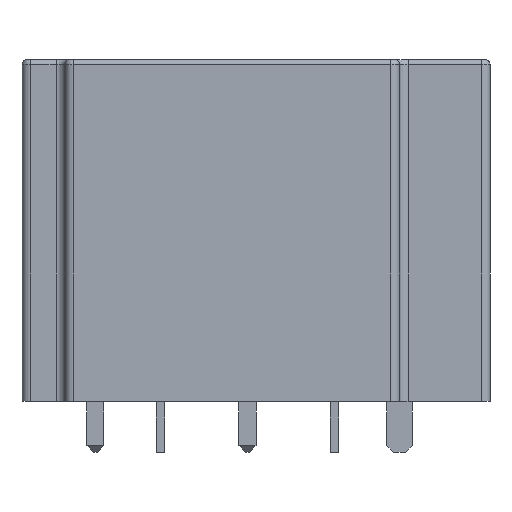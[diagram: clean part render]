
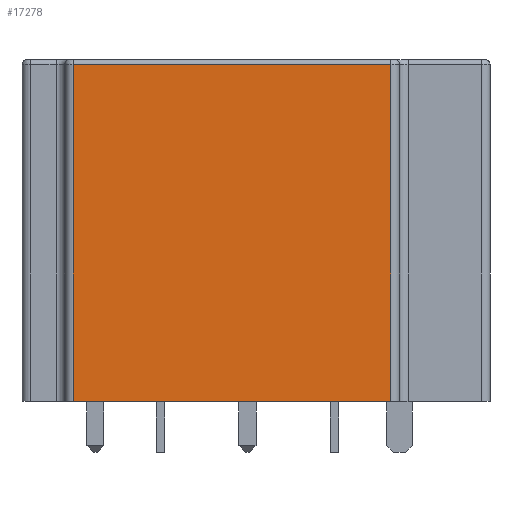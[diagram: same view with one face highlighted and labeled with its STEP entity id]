
A CAD part, front view. The second image highlights one B-rep face of the part: STEP entity #17278.
In plain terms, the highlighted planar face has unit normal (0, -1, 0).
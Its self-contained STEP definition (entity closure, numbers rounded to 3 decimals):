
#683 = VERTEX_POINT ( 'NONE', #16945 ) ;
#877 = ORIENTED_EDGE ( 'NONE', *, *, #16720, .T. ) ;
#1184 = EDGE_CURVE ( 'NONE', #13060, #683, #8019, .T. ) ;
#1447 = VECTOR ( 'NONE', #13802, 1000. ) ;
#2661 = CARTESIAN_POINT ( 'NONE',  ( 7.7, -15.1, 19.8 ) ) ;
#4077 = ORIENTED_EDGE ( 'NONE', *, *, #16715, .F. ) ;
#4789 = FACE_OUTER_BOUND ( 'NONE', #17141, .T. ) ;
#4828 = CARTESIAN_POINT ( 'NONE',  ( 7.7, -15.1, 19.5 ) ) ;
#5560 = VECTOR ( 'NONE', #14808, 1000. ) ;
#6532 = DIRECTION ( 'NONE',  ( 0., 0., -1. ) ) ;
#6897 = VERTEX_POINT ( 'NONE', #7815 ) ;
#7377 = LINE ( 'NONE', #9294, #15066 ) ;
#7815 = CARTESIAN_POINT ( 'NONE',  ( -10.9, -15.1, 19.5 ) ) ;
#8019 = LINE ( 'NONE', #2661, #8910 ) ;
#8910 = VECTOR ( 'NONE', #6532, 1000. ) ;
#9294 = CARTESIAN_POINT ( 'NONE',  ( 7.7, -15.1, -0.2 ) ) ;
#9815 = VERTEX_POINT ( 'NONE', #13936 ) ;
#10459 = PLANE ( 'NONE',  #12116 ) ;
#12116 = AXIS2_PLACEMENT_3D ( 'NONE', #13747, #13848, #17863 ) ;
#12843 = ORIENTED_EDGE ( 'NONE', *, *, #1184, .F. ) ;
#12991 = LINE ( 'NONE', #4828, #5560 ) ;
#13060 = VERTEX_POINT ( 'NONE', #15870 ) ;
#13079 = DIRECTION ( 'NONE',  ( -1., 0., 0. ) ) ;
#13747 = CARTESIAN_POINT ( 'NONE',  ( 7.7, -15.1, 19.8 ) ) ;
#13802 = DIRECTION ( 'NONE',  ( 0., 0., -1. ) ) ;
#13848 = DIRECTION ( 'NONE',  ( 0., 1., 0. ) ) ;
#13936 = CARTESIAN_POINT ( 'NONE',  ( -10.9, -15.1, -0.2 ) ) ;
#14808 = DIRECTION ( 'NONE',  ( -1., 0., 0. ) ) ;
#15066 = VECTOR ( 'NONE', #13079, 1000. ) ;
#15107 = CARTESIAN_POINT ( 'NONE',  ( -10.9, -15.1, 19.8 ) ) ;
#15870 = CARTESIAN_POINT ( 'NONE',  ( 7.7, -15.1, 19.5 ) ) ;
#16715 = EDGE_CURVE ( 'NONE', #683, #9815, #7377, .T. ) ;
#16720 = EDGE_CURVE ( 'NONE', #13060, #6897, #12991, .T. ) ;
#16940 = ORIENTED_EDGE ( 'NONE', *, *, #17849, .T. ) ;
#16945 = CARTESIAN_POINT ( 'NONE',  ( 7.7, -15.1, -0.2 ) ) ;
#17141 = EDGE_LOOP ( 'NONE', ( #12843, #877, #16940, #4077 ) ) ;
#17278 = ADVANCED_FACE ( 'NONE', ( #4789 ), #10459, .F. ) ;
#17849 = EDGE_CURVE ( 'NONE', #6897, #9815, #17900, .T. ) ;
#17863 = DIRECTION ( 'NONE',  ( -1., 0., 0. ) ) ;
#17900 = LINE ( 'NONE', #15107, #1447 ) ;
